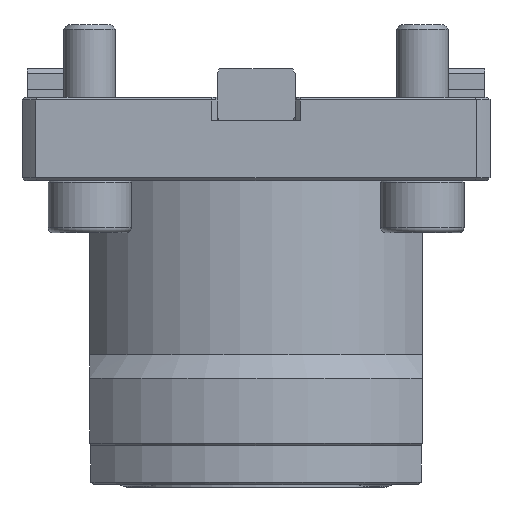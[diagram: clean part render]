
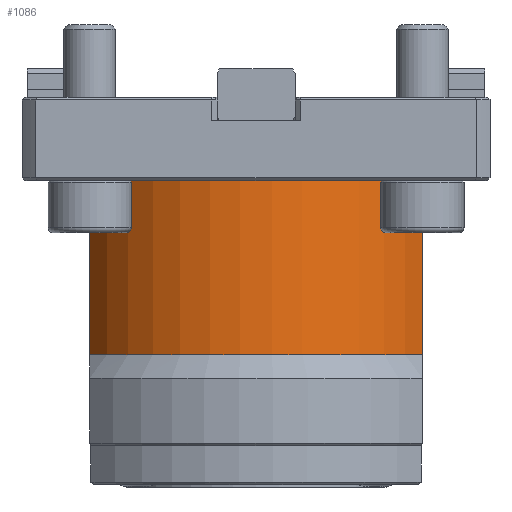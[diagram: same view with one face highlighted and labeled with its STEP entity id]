
A CAD part, front view. The second image highlights one B-rep face of the part: STEP entity #1086.
In plain terms, the highlighted cylindrical face has radius 36.5 mm (diameter 73 mm), a partial arc.
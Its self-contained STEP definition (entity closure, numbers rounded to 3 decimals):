
#306=LINE('',#6270,#655);
#307=LINE('',#6274,#656);
#655=VECTOR('',#4758,1.);
#656=VECTOR('',#4763,1.);
#794=CYLINDRICAL_SURFACE('',#4038,36.5);
#1086=ADVANCED_FACE('',(#1440),#794,.T.);
#1440=FACE_OUTER_BOUND('',#1651,.T.);
#1651=EDGE_LOOP('',(#2379,#2380,#2381,#2382));
#2379=ORIENTED_EDGE('',*,*,#3322,.F.);
#2380=ORIENTED_EDGE('',*,*,#3539,.T.);
#2381=ORIENTED_EDGE('',*,*,#3540,.T.);
#2382=ORIENTED_EDGE('',*,*,#3541,.F.);
#2956=VERTEX_POINT('',#5768);
#2957=VERTEX_POINT('',#5770);
#3091=VERTEX_POINT('',#6269);
#3092=VERTEX_POINT('',#6273);
#3322=EDGE_CURVE('',#2956,#2957,#3757,.T.);
#3539=EDGE_CURVE('',#2956,#3091,#306,.T.);
#3540=EDGE_CURVE('',#3091,#3092,#3791,.T.);
#3541=EDGE_CURVE('',#2957,#3092,#307,.T.);
#3757=CIRCLE('',#3932,36.5);
#3791=CIRCLE('',#4037,36.5);
#3932=AXIS2_PLACEMENT_3D('',#5769,#4384,#4385);
#4037=AXIS2_PLACEMENT_3D('',#6272,#4761,#4762);
#4038=AXIS2_PLACEMENT_3D('',#6275,#4764,#4765);
#4384=DIRECTION('',(0.,0.,-1.));
#4385=DIRECTION('',(1.,0.,0.));
#4758=DIRECTION('',(0.,0.,1.));
#4761=DIRECTION('',(0.,0.,-1.));
#4762=DIRECTION('',(1.,0.,0.));
#4763=DIRECTION('',(0.,0.,1.));
#4764=DIRECTION('',(0.,0.,-1.));
#4765=DIRECTION('',(-1.,0.,0.));
#5768=CARTESIAN_POINT('',(32.,-17.557,-49.5));
#5769=CARTESIAN_POINT('',(0.,0.,-49.5));
#5770=CARTESIAN_POINT('',(-32.,-17.557,-49.5));
#6269=CARTESIAN_POINT('',(32.,-17.557,-16.));
#6270=CARTESIAN_POINT('',(32.,-17.557,57.));
#6272=CARTESIAN_POINT('',(0.,0.,-16.));
#6273=CARTESIAN_POINT('',(-32.,-17.557,-16.));
#6274=CARTESIAN_POINT('',(-32.,-17.557,57.));
#6275=CARTESIAN_POINT('',(0.,0.,57.));
